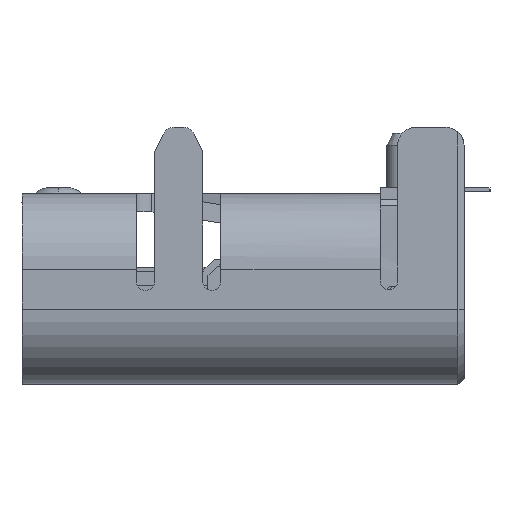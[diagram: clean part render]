
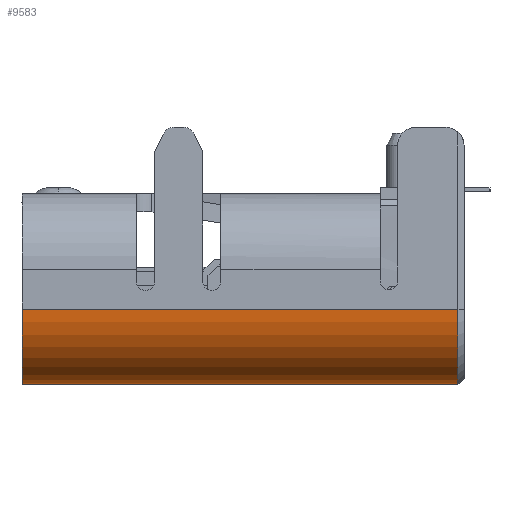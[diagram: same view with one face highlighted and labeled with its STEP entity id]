
A CAD part, left-side view. The second image highlights one B-rep face of the part: STEP entity #9583.
In plain terms, the highlighted cylindrical face has radius 1.25 mm (diameter 2.5 mm), a partial arc.
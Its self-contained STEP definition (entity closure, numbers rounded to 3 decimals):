
#1133 = DIRECTION ( 'NONE',  ( 0., 0., 1. ) ) ;
#1823 = VECTOR ( 'NONE', #22995, 1000. ) ;
#6123 = DIRECTION ( 'NONE',  ( 0., 0., 1. ) ) ;
#6138 = CIRCLE ( 'NONE', #27744, 1.25 ) ;
#6657 = LINE ( 'NONE', #36035, #1823 ) ;
#6738 = ORIENTED_EDGE ( 'NONE', *, *, #28236, .T. ) ;
#9583 = ADVANCED_FACE ( 'NONE', ( #17220 ), #34626, .T. ) ;
#9681 = CARTESIAN_POINT ( 'NONE',  ( -18.475, 43.035, 1.49 ) ) ;
#11241 = ORIENTED_EDGE ( 'NONE', *, *, #30765, .T. ) ;
#13310 = VERTEX_POINT ( 'NONE', #29802 ) ;
#13422 = EDGE_LOOP ( 'NONE', ( #6738, #30299, #32962, #11241 ) ) ;
#14827 = DIRECTION ( 'NONE',  ( 0., 1., 0. ) ) ;
#17220 = FACE_OUTER_BOUND ( 'NONE', #13422, .T. ) ;
#20695 = CIRCLE ( 'NONE', #22069, 1.25 ) ;
#21675 = DIRECTION ( 'NONE',  ( 0., -1., 0. ) ) ;
#21743 = EDGE_CURVE ( 'NONE', #33986, #38332, #38210, .T. ) ;
#22069 = AXIS2_PLACEMENT_3D ( 'NONE', #25740, #42504, #6123 ) ;
#22250 = DIRECTION ( 'NONE',  ( 0., -1., 0. ) ) ;
#22995 = DIRECTION ( 'NONE',  ( 0., 1., 0. ) ) ;
#24197 = CARTESIAN_POINT ( 'NONE',  ( -17.225, 43.035, 0.24 ) ) ;
#25584 = CARTESIAN_POINT ( 'NONE',  ( -17.225, 46.645, 0.24 ) ) ;
#25740 = CARTESIAN_POINT ( 'NONE',  ( -17.225, 43.035, 1.49 ) ) ;
#27705 = AXIS2_PLACEMENT_3D ( 'NONE', #31158, #14827, #1133 ) ;
#27744 = AXIS2_PLACEMENT_3D ( 'NONE', #28779, #22250, #35510 ) ;
#28236 = EDGE_CURVE ( 'NONE', #41176, #13310, #6657, .T. ) ;
#28779 = CARTESIAN_POINT ( 'NONE',  ( -17.225, 50.255, 1.49 ) ) ;
#29802 = CARTESIAN_POINT ( 'NONE',  ( -18.475, 50.255, 1.49 ) ) ;
#30299 = ORIENTED_EDGE ( 'NONE', *, *, #37154, .T. ) ;
#30765 = EDGE_CURVE ( 'NONE', #38332, #41176, #20695, .T. ) ;
#31158 = CARTESIAN_POINT ( 'NONE',  ( -17.225, 42.891, 1.49 ) ) ;
#32962 = ORIENTED_EDGE ( 'NONE', *, *, #21743, .T. ) ;
#33986 = VERTEX_POINT ( 'NONE', #41127 ) ;
#34626 = CYLINDRICAL_SURFACE ( 'NONE', #27705, 1.25 ) ;
#35510 = DIRECTION ( 'NONE',  ( 0., 0., 1. ) ) ;
#36035 = CARTESIAN_POINT ( 'NONE',  ( -18.475, 42.891, 1.49 ) ) ;
#37154 = EDGE_CURVE ( 'NONE', #13310, #33986, #6138, .T. ) ;
#38210 = LINE ( 'NONE', #25584, #41882 ) ;
#38332 = VERTEX_POINT ( 'NONE', #24197 ) ;
#41127 = CARTESIAN_POINT ( 'NONE',  ( -17.225, 50.255, 0.24 ) ) ;
#41176 = VERTEX_POINT ( 'NONE', #9681 ) ;
#41882 = VECTOR ( 'NONE', #21675, 1000. ) ;
#42504 = DIRECTION ( 'NONE',  ( 0., 1., 0. ) ) ;
